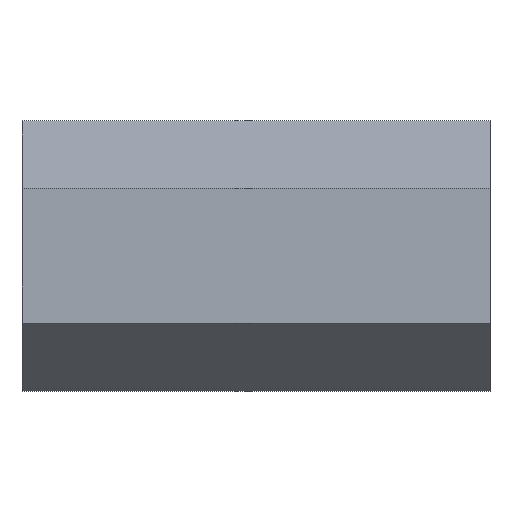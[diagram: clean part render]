
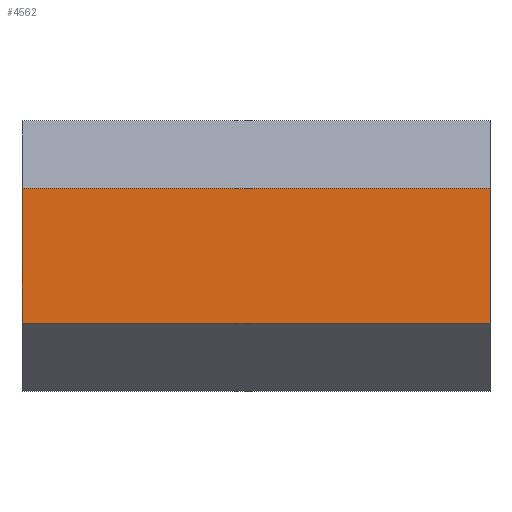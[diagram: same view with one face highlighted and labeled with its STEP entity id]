
A CAD part, top view. The second image highlights one B-rep face of the part: STEP entity #4562.
In plain terms, the highlighted planar face has unit normal (0, 0, 1).
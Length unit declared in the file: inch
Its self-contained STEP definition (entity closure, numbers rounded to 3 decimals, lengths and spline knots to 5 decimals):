
#507 = LINE ( 'NONE', #5942, #2265 ) ;
#623 = VECTOR ( 'NONE', #4362, 39.37008 ) ;
#628 = CARTESIAN_POINT ( 'NONE',  ( 0., 0.25223, 0.4375 ) ) ;
#840 = CARTESIAN_POINT ( 'NONE',  ( 0., -0.25223, 0.4375 ) ) ;
#869 = VERTEX_POINT ( 'NONE', #5788 ) ;
#965 = ORIENTED_EDGE ( 'NONE', *, *, #1475, .F. ) ;
#969 = FACE_OUTER_BOUND ( 'NONE', #4294, .T. ) ;
#1173 = EDGE_CURVE ( 'NONE', #3808, #869, #5320, .T. ) ;
#1475 = EDGE_CURVE ( 'NONE', #6371, #3808, #4142, .T. ) ;
#1724 = EDGE_CURVE ( 'NONE', #5177, #6371, #507, .T. ) ;
#2257 = VECTOR ( 'NONE', #3508, 39.37008 ) ;
#2265 = VECTOR ( 'NONE', #4238, 39.37008 ) ;
#2340 = ORIENTED_EDGE ( 'NONE', *, *, #1173, .F. ) ;
#2599 = DIRECTION ( 'NONE',  ( 0., 0., -1. ) ) ;
#3076 = CARTESIAN_POINT ( 'NONE',  ( 0., -0.25223, 0.4375 ) ) ;
#3137 = PLANE ( 'NONE',  #3689 ) ;
#3204 = CARTESIAN_POINT ( 'NONE',  ( 0., 0., 0.4375 ) ) ;
#3501 = VECTOR ( 'NONE', #3801, 39.37008 ) ;
#3508 = DIRECTION ( 'NONE',  ( -1., 0., 0. ) ) ;
#3689 = AXIS2_PLACEMENT_3D ( 'NONE', #3204, #2599, #6378 ) ;
#3758 = LINE ( 'NONE', #628, #623 ) ;
#3801 = DIRECTION ( 'NONE',  ( 0., 1., 0. ) ) ;
#3808 = VERTEX_POINT ( 'NONE', #5362 ) ;
#4142 = LINE ( 'NONE', #840, #2257 ) ;
#4182 = CARTESIAN_POINT ( 'NONE',  ( -1.75, 0., 0.4375 ) ) ;
#4238 = DIRECTION ( 'NONE',  ( 0., -1., 0. ) ) ;
#4294 = EDGE_LOOP ( 'NONE', ( #2340, #965, #5676, #4476 ) ) ;
#4362 = DIRECTION ( 'NONE',  ( 1., 0., 0. ) ) ;
#4405 = EDGE_CURVE ( 'NONE', #869, #5177, #3758, .T. ) ;
#4476 = ORIENTED_EDGE ( 'NONE', *, *, #4405, .F. ) ;
#4562 = ADVANCED_FACE ( 'NONE', ( #969 ), #3137, .F. ) ;
#5177 = VERTEX_POINT ( 'NONE', #6848 ) ;
#5320 = LINE ( 'NONE', #4182, #3501 ) ;
#5362 = CARTESIAN_POINT ( 'NONE',  ( -1.75, -0.25223, 0.4375 ) ) ;
#5676 = ORIENTED_EDGE ( 'NONE', *, *, #1724, .F. ) ;
#5788 = CARTESIAN_POINT ( 'NONE',  ( -1.75, 0.25223, 0.4375 ) ) ;
#5942 = CARTESIAN_POINT ( 'NONE',  ( 0., 0., 0.4375 ) ) ;
#6371 = VERTEX_POINT ( 'NONE', #3076 ) ;
#6378 = DIRECTION ( 'NONE',  ( -1., 0., 0. ) ) ;
#6848 = CARTESIAN_POINT ( 'NONE',  ( 0., 0.25223, 0.4375 ) ) ;
